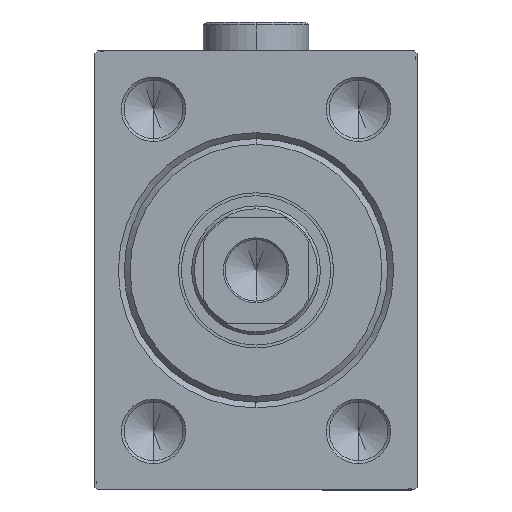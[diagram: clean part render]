
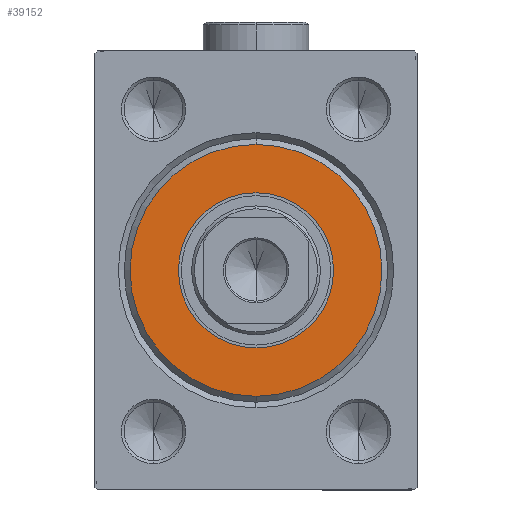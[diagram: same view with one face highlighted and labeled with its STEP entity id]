
A CAD part, left-side view. The second image highlights one B-rep face of the part: STEP entity #39152.
In plain terms, the highlighted face is planar.
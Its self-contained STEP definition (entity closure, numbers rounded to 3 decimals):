
#79 = DIRECTION ( 'NONE',  ( 0., 0., -1. ) ) ;
#421 = CIRCLE ( 'NONE', #7008, 21.5 ) ;
#2576 = CARTESIAN_POINT ( 'NONE',  ( 3., 0., 21.5 ) ) ;
#2629 = DIRECTION ( 'NONE',  ( 1., 0., 0. ) ) ;
#6454 = ORIENTED_EDGE ( 'NONE', *, *, #31149, .F. ) ;
#6621 = CARTESIAN_POINT ( 'NONE',  ( 3., 0., -21.5 ) ) ;
#6715 = CARTESIAN_POINT ( 'NONE',  ( 3., 0., -13.25 ) ) ;
#7008 = AXIS2_PLACEMENT_3D ( 'NONE', #44574, #33301, #44352 ) ;
#12232 = CIRCLE ( 'NONE', #20305, 21.5 ) ;
#13006 = FACE_BOUND ( 'NONE', #36599, .T. ) ;
#13729 = ORIENTED_EDGE ( 'NONE', *, *, #42517, .F. ) ;
#16690 = DIRECTION ( 'NONE',  ( 0., 0., -1. ) ) ;
#18052 = VERTEX_POINT ( 'NONE', #6715 ) ;
#19964 = VERTEX_POINT ( 'NONE', #21715 ) ;
#20288 = DIRECTION ( 'NONE',  ( 1., 0., 0. ) ) ;
#20305 = AXIS2_PLACEMENT_3D ( 'NONE', #31197, #34431, #79 ) ;
#20518 = DIRECTION ( 'NONE',  ( 0., 0., -1. ) ) ;
#21715 = CARTESIAN_POINT ( 'NONE',  ( 3., 0., 13.25 ) ) ;
#21946 = VERTEX_POINT ( 'NONE', #2576 ) ;
#22722 = DIRECTION ( 'NONE',  ( 1., 0., 0. ) ) ;
#24723 = CIRCLE ( 'NONE', #31344, 13.25 ) ;
#25859 = ORIENTED_EDGE ( 'NONE', *, *, #38189, .T. ) ;
#26391 = FACE_OUTER_BOUND ( 'NONE', #38758, .T. ) ;
#26843 = DIRECTION ( 'NONE',  ( 0., 0., -1. ) ) ;
#27056 = PLANE ( 'NONE',  #41646 ) ;
#29888 = VERTEX_POINT ( 'NONE', #6621 ) ;
#31149 = EDGE_CURVE ( 'NONE', #18052, #19964, #38211, .T. ) ;
#31197 = CARTESIAN_POINT ( 'NONE',  ( 3., 0., 0. ) ) ;
#31344 = AXIS2_PLACEMENT_3D ( 'NONE', #37019, #22722, #26843 ) ;
#32326 = AXIS2_PLACEMENT_3D ( 'NONE', #41285, #20288, #20518 ) ;
#33301 = DIRECTION ( 'NONE',  ( 1., 0., 0. ) ) ;
#34203 = CARTESIAN_POINT ( 'NONE',  ( 3., 0., 0. ) ) ;
#34431 = DIRECTION ( 'NONE',  ( 1., 0., 0. ) ) ;
#35302 = ORIENTED_EDGE ( 'NONE', *, *, #38039, .T. ) ;
#36599 = EDGE_LOOP ( 'NONE', ( #6454, #13729 ) ) ;
#37019 = CARTESIAN_POINT ( 'NONE',  ( 3., 0., 0. ) ) ;
#38039 = EDGE_CURVE ( 'NONE', #21946, #29888, #421, .T. ) ;
#38189 = EDGE_CURVE ( 'NONE', #29888, #21946, #12232, .T. ) ;
#38211 = CIRCLE ( 'NONE', #32326, 13.25 ) ;
#38758 = EDGE_LOOP ( 'NONE', ( #35302, #25859 ) ) ;
#39152 = ADVANCED_FACE ( 'NONE', ( #26391, #13006 ), #27056, .T. ) ;
#41285 = CARTESIAN_POINT ( 'NONE',  ( 3., 0., 0. ) ) ;
#41646 = AXIS2_PLACEMENT_3D ( 'NONE', #34203, #2629, #16690 ) ;
#42517 = EDGE_CURVE ( 'NONE', #19964, #18052, #24723, .T. ) ;
#44352 = DIRECTION ( 'NONE',  ( 0., 0., -1. ) ) ;
#44574 = CARTESIAN_POINT ( 'NONE',  ( 3., 0., 0. ) ) ;
